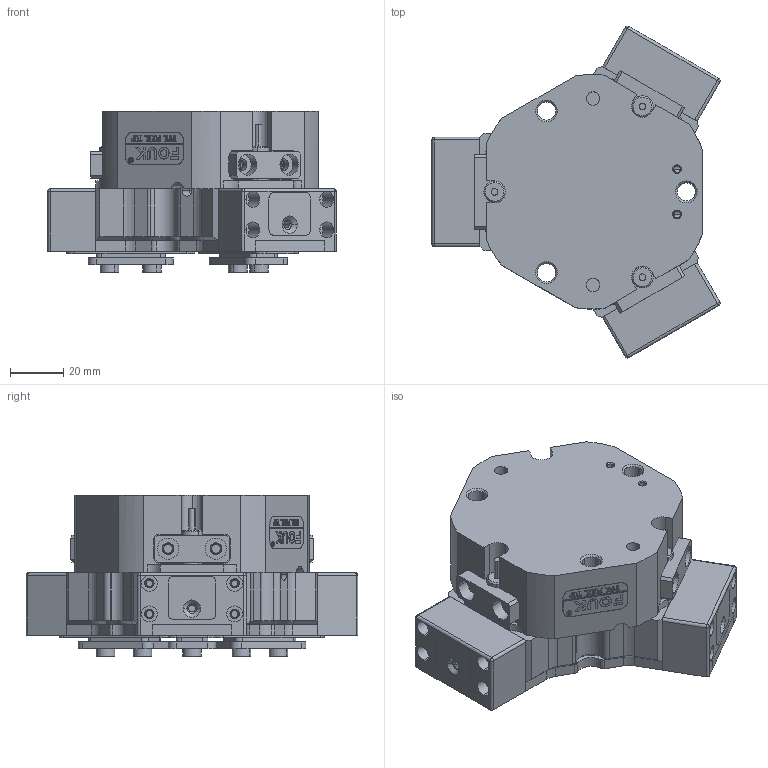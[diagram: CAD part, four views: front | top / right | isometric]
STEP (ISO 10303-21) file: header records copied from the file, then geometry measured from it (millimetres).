
FILE_DESCRIPTION (( 'STEP AP203' ), '1' );
FILE_NAME ('TZ55-94-S-P.STEP', '2024-12-09T01:33:10', ( 'USER-' ), ( 'Microsoft' ), 'SwSTEP 2.0', 'SolidWorks 2018', '' );
FILE_SCHEMA (( 'CONFIG_CONTROL_DESIGN' ));
Length unit declared in the file: millimetre
Products named in the file (26): 揤輸杅耀.sldasm-Part-9; TZ55-94-P杅耀.sldasm-Part-15-1; 揤輸蚾饜极; TZ55-94-P杅耀.sldasm-Part-31-1; TZ55-94-P杅耀.sldasm-Part-19-1; TZ55-94-P杅耀.sldasm-Part-3-1; TZ55-94-S-P; TZ55-94-P杅耀.sldasm-Part-13; TZ55-94-P杅耀.sldasm-Part-18; TZ55-94-P杅耀.sldasm-Part-30-1; TZ55-94-P杅耀.sldasm-Part-2-1; 25x12-R3; TZ55-94-P杅耀.sldasm-Part-1-1; TZ55-94-C28杅耀.sldasm-Part-14; 8-18換覜ん; TZ55-94-P杅耀.sldasm-Part-20-1; TZ55-94-P杅耀.sldasm-Part-27-1; TZ55-94-S; TZ55-94-P杅耀.sldasm-Part-7-1; 埴翐芛_GB_FASTENER_SCREWS_HSHCS M2X8-N; TZ55-94-C28杅耀.sldasm-Part-7; TZ55-94-P杅耀.sldasm-Part-11-1; TZ55-94-P杅耀.sldasm-Part-4-1; TZ55-94-S-02 賑輸; TZ55-94-P杅耀.sldasm-Part-9-1; TZ55-94-C28杅耀.sldasm-Part-4
Assembly tree (37 placements, depth 4):
  TZ55-94-S-P
    TZ55-94-P杅耀.sldasm-Part-1-1  x3
    TZ55-94-P杅耀.sldasm-Part-2-1  x2
    TZ55-94-P杅耀.sldasm-Part-3-1
    TZ55-94-P杅耀.sldasm-Part-4-1
    TZ55-94-P杅耀.sldasm-Part-7-1
    TZ55-94-P杅耀.sldasm-Part-9-1
    TZ55-94-P杅耀.sldasm-Part-11-1
    TZ55-94-P杅耀.sldasm-Part-13
    TZ55-94-P杅耀.sldasm-Part-15-1
    TZ55-94-P杅耀.sldasm-Part-18
    TZ55-94-P杅耀.sldasm-Part-19-1
    TZ55-94-P杅耀.sldasm-Part-20-1
    TZ55-94-P杅耀.sldasm-Part-27-1  x2
    TZ55-94-P杅耀.sldasm-Part-30-1
    TZ55-94-P杅耀.sldasm-Part-31-1
    TZ55-94-S
      TZ55-94-C28杅耀.sldasm-Part-4
      TZ55-94-C28杅耀.sldasm-Part-7
      TZ55-94-C28杅耀.sldasm-Part-14
      TZ55-94-S-02 賑輸  x3
      8-18換覜ん  x2
      揤輸蚾饜极  x3
        揤輸杅耀.sldasm-Part-9
        埴翐芛_GB_FASTENER_SCREWS_HSHCS M2X8-N
      25x12-R3
    TZ55-94-C28杅耀.sldasm-Part-14
    8-18換覜ん
Bounding box: 108.14 x 124.56 x 60.5 mm (x, y, z)
Volume: 302482 mm3; surface area: 104017.7 mm2
Topology: 39 solids, 79 shells, 2060 faces, 5117 edges, 3251 vertices
Faces by surface type: plane 976, cylinder 636, cone 342, bspline 88, torus 12, sphere 6
Entity records: 56799 total; most frequent: CARTESIAN_POINT 13131, DIRECTION 8567, ORIENTED_EDGE 8240, EDGE_CURVE 4120, AXIS2_PLACEMENT_3D 3003, VERTEX_POINT 2677, LINE 2561, VECTOR 2561
